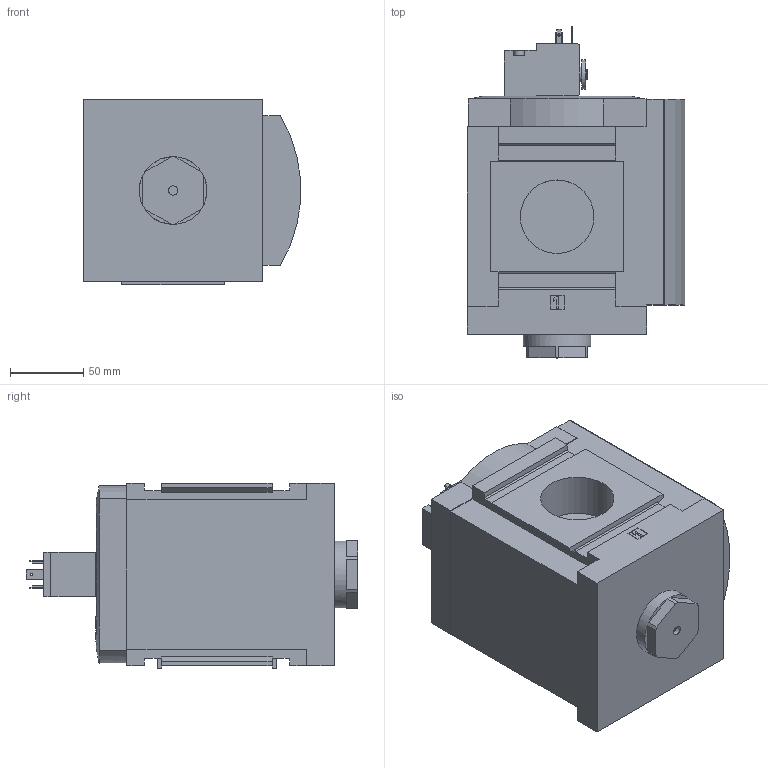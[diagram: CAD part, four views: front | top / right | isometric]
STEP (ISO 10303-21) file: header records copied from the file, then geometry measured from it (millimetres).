
FILE_DESCRIPTION(/* description */ ('STEP AP214'),/* implementation_level */ '2;1');
FILE_NAME(/* name */ '541498_MS12-DE-G-V24',/* time_stamp */ '2024-09-06T21:16:01+02:00',/* author */ ('License CC BY-ND 4.0'),/* organization */ ('CADENAS'),/* preprocessor_version */ 'ST-DEVELOPER v19.3',/* originating_system */ 'PARTsolutions',/* authorisation */ ' ');
FILE_SCHEMA (('AUTOMOTIVE_DESIGN {1 0 10303 214 3 1 1}'));
Length unit declared in the file: millimetre
Products named in the file (2): 541498 MS12-DE-G-V24; 535034 MS12-DE-G-V24t
Assembly tree (1 placements, depth 2):
  541498 MS12-DE-G-V24
    535034 MS12-DE-G-V24t
Bounding box: 147.71 x 225.9 x 126 mm (x, y, z)
Volume: 2548668.8 mm3; surface area: 149943.4 mm2
Topology: 1 solids, 1 shells, 305 faces, 794 edges, 522 vertices
Faces by surface type: plane 240, cylinder 57, cone 7, sphere 1
Full cylindrical faces by diameter (mm): 1.65 x3, 2 x1, 2.459 x1, 4.134 x1, 6.3 x1, 6.9 x1, 7 x2, 9 x2, 9.49 x1, 10 x1, 10.5 x1, 20 x1, 23.5 x1, 24 x1, 46 x1, 50 x2
Entity records: 11197 total; most frequent: CARTESIAN_POINT 1571, DIRECTION 1509, ORIENTED_EDGE 1506, EDGE_CURVE 753, LINE 611, VECTOR 611, VERTEX_POINT 511, AXIS2_PLACEMENT_3D 449
